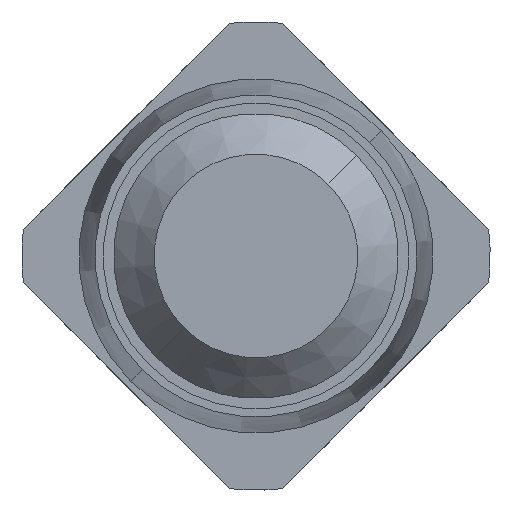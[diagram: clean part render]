
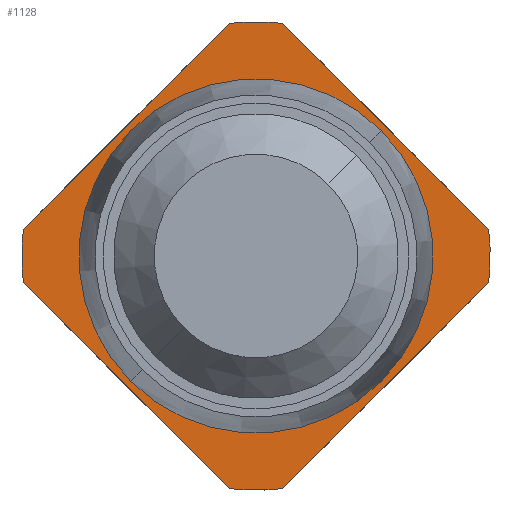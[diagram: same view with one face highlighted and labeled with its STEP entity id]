
A CAD part, front view. The second image highlights one B-rep face of the part: STEP entity #1128.
In plain terms, the highlighted planar face has unit normal (0, -1, 0).
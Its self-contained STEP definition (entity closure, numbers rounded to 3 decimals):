
#72 = LINE ( 'NONE', #3305, #2758 ) ;
#112 = DIRECTION ( 'NONE',  ( 0.707, 0., 0.707 ) ) ;
#181 = CARTESIAN_POINT ( 'NONE',  ( -0.571, -2.9, 0.065 ) ) ;
#312 = CIRCLE ( 'NONE', #2180, 0.435 ) ;
#335 = AXIS2_PLACEMENT_3D ( 'NONE', #4159, #1577, #112 ) ;
#472 = DIRECTION ( 'NONE',  ( 0., 1., 0. ) ) ;
#508 = VERTEX_POINT ( 'NONE', #4293 ) ;
#522 = DIRECTION ( 'NONE',  ( 0.707, 0., 0.707 ) ) ;
#572 = CARTESIAN_POINT ( 'NONE',  ( 0., -2.9, 0. ) ) ;
#657 = CIRCLE ( 'NONE', #1998, 0.575 ) ;
#750 = AXIS2_PLACEMENT_3D ( 'NONE', #2522, #4786, #4376 ) ;
#803 = ORIENTED_EDGE ( 'NONE', *, *, #836, .T. ) ;
#807 = DIRECTION ( 'NONE',  ( -0.707, 0., -0.707 ) ) ;
#836 = EDGE_CURVE ( 'Defeature ausgef�hrt3_14+Defeature ausgef�hrt3_19+Defeature ausgef�hrt3_19+Defeature ausgef�hrt3_19', #1804, #2846, #2582, .T. ) ;
#1128 = ADVANCED_FACE ( 'Defeature ausgef�hrt3_14', ( #3916, #2524 ), #4265, .F. ) ;
#1167 = DIRECTION ( 'NONE',  ( 0., 1., 0. ) ) ;
#1207 = CARTESIAN_POINT ( 'NONE',  ( 0.725, -2.9, -0.088 ) ) ;
#1287 = DIRECTION ( 'NONE',  ( 0.707, 0., 0.707 ) ) ;
#1355 = DIRECTION ( 'NONE',  ( 0., 1., 0. ) ) ;
#1482 = CARTESIAN_POINT ( 'NONE',  ( 0., -2.9, 0. ) ) ;
#1485 = ORIENTED_EDGE ( 'NONE', *, *, #2554, .F. ) ;
#1550 = EDGE_CURVE ( 'Defeature ausgef�hrt3_14+Defeature ausgef�hrt3_19+Defeature ausgef�hrt3_19+Defeature ausgef�hrt3_19', #2846, #1804, #312, .T. ) ;
#1560 = ORIENTED_EDGE ( 'NONE', *, *, #4790, .F. ) ;
#1577 = DIRECTION ( 'NONE',  ( 0., 1., 0. ) ) ;
#1717 = VERTEX_POINT ( 'NONE', #4315 ) ;
#1775 = CARTESIAN_POINT ( 'NONE',  ( 0.308, -2.9, 0.308 ) ) ;
#1804 = VERTEX_POINT ( 'NONE', #4682 ) ;
#1873 = AXIS2_PLACEMENT_3D ( 'NONE', #572, #1355, #3544 ) ;
#1885 = ORIENTED_EDGE ( 'NONE', *, *, #2031, .F. ) ;
#1914 = CARTESIAN_POINT ( 'NONE',  ( 0., -2.9, 0. ) ) ;
#1934 = CARTESIAN_POINT ( 'NONE',  ( 0.065, -2.9, 0.571 ) ) ;
#1940 = VERTEX_POINT ( 'NONE', #181 ) ;
#1998 = AXIS2_PLACEMENT_3D ( 'NONE', #1914, #4143, #2308 ) ;
#2003 = DIRECTION ( 'NONE',  ( -0.707, 0., 0.707 ) ) ;
#2031 = EDGE_CURVE ( 'Defeature ausgef�hrt3_10+Defeature ausgef�hrt3_14+Defeature ausgef�hrt3_25+Defeature ausgef�hrt3_24', #3823, #4818, #2293, .T. ) ;
#2117 = LINE ( 'NONE', #3049, #3339 ) ;
#2180 = AXIS2_PLACEMENT_3D ( 'NONE', #2672, #472, #522 ) ;
#2281 = LINE ( 'NONE', #2343, #2401 ) ;
#2293 = CIRCLE ( 'NONE', #750, 0.575 ) ;
#2308 = DIRECTION ( 'NONE',  ( 0.707, 0., 0.707 ) ) ;
#2320 = EDGE_LOOP ( 'NONE', ( #4405, #803 ) ) ;
#2342 = CARTESIAN_POINT ( 'NONE',  ( 0.065, -2.9, -0.571 ) ) ;
#2343 = CARTESIAN_POINT ( 'NONE',  ( 0.088, -2.9, -0.725 ) ) ;
#2381 = CARTESIAN_POINT ( 'NONE',  ( -0.065, -2.9, -0.571 ) ) ;
#2401 = VECTOR ( 'NONE', #2003, 1000. ) ;
#2451 = EDGE_CURVE ( 'Defeature ausgef�hrt3_23+Defeature ausgef�hrt3_14+Defeature ausgef�hrt3_12+Defeature ausgef�hrt3_13', #1940, #2613, #2117, .T. ) ;
#2453 = VERTEX_POINT ( 'NONE', #1934 ) ;
#2522 = CARTESIAN_POINT ( 'NONE',  ( 0., -2.9, 0. ) ) ;
#2524 = FACE_OUTER_BOUND ( 'NONE', #3360, .T. ) ;
#2554 = EDGE_CURVE ( 'Defeature ausgef�hrt3_13+Defeature ausgef�hrt3_14+Defeature ausgef�hrt3_23+Defeature ausgef�hrt3_22', #2613, #2453, #657, .T. ) ;
#2582 = CIRCLE ( 'NONE', #335, 0.435 ) ;
#2613 = VERTEX_POINT ( 'NONE', #2722 ) ;
#2672 = CARTESIAN_POINT ( 'NONE',  ( 0., -2.9, 0. ) ) ;
#2683 = LINE ( 'NONE', #1207, #4089 ) ;
#2722 = CARTESIAN_POINT ( 'NONE',  ( -0.065, -2.9, 0.571 ) ) ;
#2736 = EDGE_CURVE ( 'Defeature ausgef�hrt3_12+Defeature ausgef�hrt3_14+Defeature ausgef�hrt3_24+Defeature ausgef�hrt3_23', #1717, #1940, #4546, .T. ) ;
#2758 = VECTOR ( 'NONE', #807, 1000. ) ;
#2846 = VERTEX_POINT ( 'NONE', #1775 ) ;
#2944 = AXIS2_PLACEMENT_3D ( 'NONE', #1482, #1167, #3348 ) ;
#3049 = CARTESIAN_POINT ( 'NONE',  ( -0.318, -2.9, 0.318 ) ) ;
#3185 = CARTESIAN_POINT ( 'NONE',  ( 0.407, -2.9, -0.407 ) ) ;
#3305 = CARTESIAN_POINT ( 'NONE',  ( 0.318, -2.9, -0.318 ) ) ;
#3339 = VECTOR ( 'NONE', #1287, 1000. ) ;
#3348 = DIRECTION ( 'NONE',  ( 0.707, 0., 0.707 ) ) ;
#3360 = EDGE_LOOP ( 'NONE', ( #4316, #4580, #4079, #1485, #3479, #4574, #1560, #1885 ) ) ;
#3479 = ORIENTED_EDGE ( 'NONE', *, *, #2451, .F. ) ;
#3544 = DIRECTION ( 'NONE',  ( 0.707, 0., 0.707 ) ) ;
#3823 = VERTEX_POINT ( 'NONE', #2342 ) ;
#3916 = FACE_BOUND ( 'NONE', #2320, .T. ) ;
#3924 = EDGE_CURVE ( 'Defeature ausgef�hrt3_22+Defeature ausgef�hrt3_14+Defeature ausgef�hrt3_13+Defeature ausgef�hrt3_11', #2453, #4055, #2683, .T. ) ;
#3947 = CARTESIAN_POINT ( 'NONE',  ( 0.571, -2.9, 0.065 ) ) ;
#4055 = VERTEX_POINT ( 'NONE', #3947 ) ;
#4079 = ORIENTED_EDGE ( 'NONE', *, *, #3924, .F. ) ;
#4084 = AXIS2_PLACEMENT_3D ( 'NONE', #3185, #4344, #4318 ) ;
#4089 = VECTOR ( 'NONE', #4540, 1000. ) ;
#4143 = DIRECTION ( 'NONE',  ( 0., 1., 0. ) ) ;
#4159 = CARTESIAN_POINT ( 'NONE',  ( 0., -2.9, 0. ) ) ;
#4265 = PLANE ( 'NONE',  #4084 ) ;
#4289 = EDGE_CURVE ( 'Defeature ausgef�hrt3_11+Defeature ausgef�hrt3_14+Defeature ausgef�hrt3_22+Defeature ausgef�hrt3_25', #4055, #508, #4733, .T. ) ;
#4293 = CARTESIAN_POINT ( 'NONE',  ( 0.571, -2.9, -0.065 ) ) ;
#4315 = CARTESIAN_POINT ( 'NONE',  ( -0.571, -2.9, -0.065 ) ) ;
#4316 = ORIENTED_EDGE ( 'NONE', *, *, #4610, .F. ) ;
#4318 = DIRECTION ( 'NONE',  ( 0.707, 0., 0.707 ) ) ;
#4344 = DIRECTION ( 'NONE',  ( 0., 1., 0. ) ) ;
#4376 = DIRECTION ( 'NONE',  ( 0.707, 0., 0.707 ) ) ;
#4405 = ORIENTED_EDGE ( 'NONE', *, *, #1550, .T. ) ;
#4540 = DIRECTION ( 'NONE',  ( 0.707, 0., -0.707 ) ) ;
#4546 = CIRCLE ( 'NONE', #1873, 0.575 ) ;
#4574 = ORIENTED_EDGE ( 'NONE', *, *, #2736, .F. ) ;
#4580 = ORIENTED_EDGE ( 'NONE', *, *, #4289, .F. ) ;
#4610 = EDGE_CURVE ( 'Defeature ausgef�hrt3_25+Defeature ausgef�hrt3_14+Defeature ausgef�hrt3_11+Defeature ausgef�hrt3_10', #508, #3823, #72, .T. ) ;
#4682 = CARTESIAN_POINT ( 'NONE',  ( -0.308, -2.9, -0.308 ) ) ;
#4733 = CIRCLE ( 'NONE', #2944, 0.575 ) ;
#4786 = DIRECTION ( 'NONE',  ( 0., 1., 0. ) ) ;
#4790 = EDGE_CURVE ( 'Defeature ausgef�hrt3_24+Defeature ausgef�hrt3_14+Defeature ausgef�hrt3_10+Defeature ausgef�hrt3_12', #4818, #1717, #2281, .T. ) ;
#4818 = VERTEX_POINT ( 'NONE', #2381 ) ;
